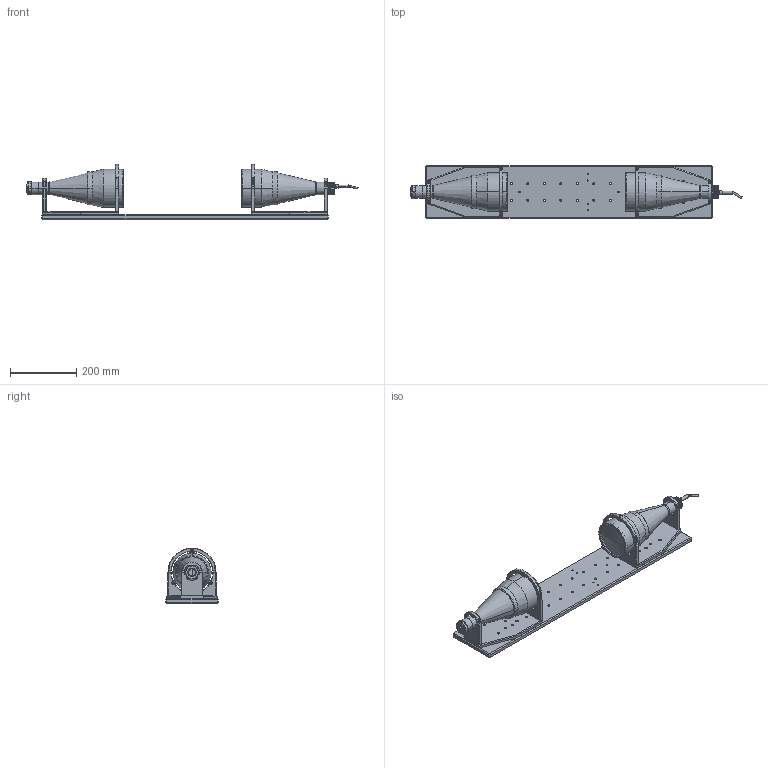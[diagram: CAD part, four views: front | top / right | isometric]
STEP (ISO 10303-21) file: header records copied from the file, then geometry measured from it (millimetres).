
FILE_DESCRIPTION (( 'STEP AP214' ), '1' );
FILE_NAME ('TCEV23080-G.STEP', '2015-08-24T12:27:21', ( '' ), ( '' ), 'SwSTEP 2.0', 'SolidWorks 2013', '' );
FILE_SCHEMA (( 'AUTOMOTIVE_DESIGN' ));
Length unit declared in the file: millimetre
Products named in the file (1): TCEV23080-G
Bounding box: 1005.97 x 158 x 168 mm (x, y, z)
Surface area: 635127.5 mm2 (no closed solid volume)
Topology: 0 solids, 41 shells, 682 faces, 2085 edges, 1443 vertices
Faces by surface type: cylinder 288, plane 266, cone 108, torus 14, sphere 4, bspline 2
Entity records: 31908 total; most frequent: CARTESIAN_POINT 5123, DIRECTION 4261, ORIENTED_EDGE 3538, EDGE_CURVE 2085, AXIS2_PLACEMENT_3D 1601, VERTEX_POINT 1443, VECTOR 1059, LINE 1059
